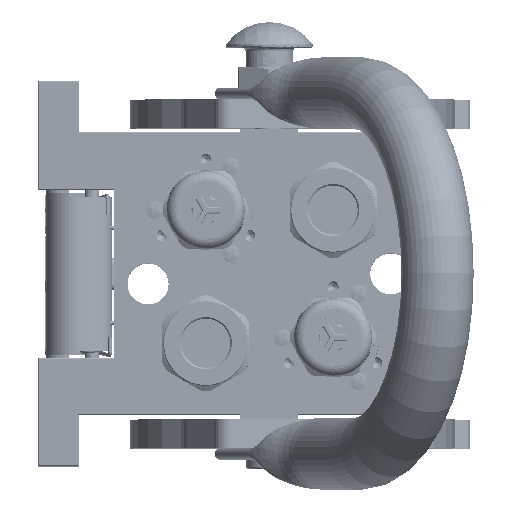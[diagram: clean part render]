
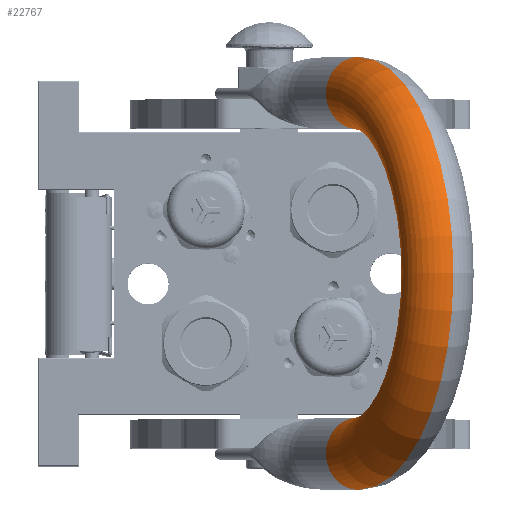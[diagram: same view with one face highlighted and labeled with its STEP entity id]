
A CAD part, top view. The second image highlights one B-rep face of the part: STEP entity #22767.
In plain terms, the highlighted toroidal (fillet/blend) face has major radius 62.25 mm and minor radius 12.5 mm.
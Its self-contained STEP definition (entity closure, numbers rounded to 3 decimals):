
#35 = DIRECTION ( 'NONE',  ( 0., 1., 0. ) ) ;
#3340 = CIRCLE ( 'NONE', #110950, 12.5 ) ;
#3821 = CIRCLE ( 'NONE', #133085, 12.5 ) ;
#4177 = TOROIDAL_SURFACE ( 'NONE', #68497, 62.25, 12.5 ) ;
#7500 = CARTESIAN_POINT ( 'NONE',  ( -74.75, 0., 25.25 ) ) ;
#10608 = VERTEX_POINT ( 'NONE', #137951 ) ;
#11687 = CARTESIAN_POINT ( 'NONE',  ( 0., 0., 25.25 ) ) ;
#16375 = AXIS2_PLACEMENT_3D ( 'NONE', #11687, #35, #157596 ) ;
#17223 = DIRECTION ( 'NONE',  ( 1., 0., 0. ) ) ;
#17575 = EDGE_CURVE ( 'NONE', #63455, #10608, #3821, .T. ) ;
#17633 = DIRECTION ( 'NONE',  ( 1., 0., 0. ) ) ;
#22767 = ADVANCED_FACE ( 'NONE', ( #36473 ), #4177, .T. ) ;
#24003 = VERTEX_POINT ( 'NONE', #120946 ) ;
#26071 = DIRECTION ( 'NONE',  ( 0., 1., 0. ) ) ;
#36473 = FACE_OUTER_BOUND ( 'NONE', #99037, .T. ) ;
#39685 = VERTEX_POINT ( 'NONE', #121101 ) ;
#49125 = ORIENTED_EDGE ( 'NONE', *, *, #72880, .F. ) ;
#50470 = DIRECTION ( 'NONE',  ( -1., 0., 0. ) ) ;
#63455 = VERTEX_POINT ( 'NONE', #7500 ) ;
#65498 = CARTESIAN_POINT ( 'NONE',  ( 62.25, 0., 25.25 ) ) ;
#66330 = CIRCLE ( 'NONE', #16375, 49.75 ) ;
#68497 = AXIS2_PLACEMENT_3D ( 'NONE', #90373, #102660, #17633 ) ;
#72880 = EDGE_CURVE ( 'NONE', #39685, #24003, #3340, .T. ) ;
#77133 = ORIENTED_EDGE ( 'NONE', *, *, #136925, .F. ) ;
#84316 = CARTESIAN_POINT ( 'NONE',  ( -62.25, 0., 25.25 ) ) ;
#84840 = DIRECTION ( 'NONE',  ( 0., 0., 1. ) ) ;
#89974 = DIRECTION ( 'NONE',  ( 0., 0., -1. ) ) ;
#90373 = CARTESIAN_POINT ( 'NONE',  ( 0., 0., 25.25 ) ) ;
#92870 = ORIENTED_EDGE ( 'NONE', *, *, #132031, .T. ) ;
#97777 = CARTESIAN_POINT ( 'NONE',  ( 0., 0., 25.25 ) ) ;
#99037 = EDGE_LOOP ( 'NONE', ( #92870, #49125, #77133, #133134 ) ) ;
#102660 = DIRECTION ( 'NONE',  ( 0., 1., 0. ) ) ;
#110950 = AXIS2_PLACEMENT_3D ( 'NONE', #65498, #89974, #17223 ) ;
#120946 = CARTESIAN_POINT ( 'NONE',  ( 49.75, 0., 25.25 ) ) ;
#121101 = CARTESIAN_POINT ( 'NONE',  ( 74.75, 0., 25.25 ) ) ;
#122071 = DIRECTION ( 'NONE',  ( -1., 0., 0. ) ) ;
#132031 = EDGE_CURVE ( 'NONE', #10608, #24003, #66330, .T. ) ;
#132313 = AXIS2_PLACEMENT_3D ( 'NONE', #97777, #26071, #50470 ) ;
#133085 = AXIS2_PLACEMENT_3D ( 'NONE', #84316, #84840, #122071 ) ;
#133134 = ORIENTED_EDGE ( 'NONE', *, *, #17575, .T. ) ;
#136925 = EDGE_CURVE ( 'NONE', #63455, #39685, #154350, .T. ) ;
#137951 = CARTESIAN_POINT ( 'NONE',  ( -49.75, 0., 25.25 ) ) ;
#154350 = CIRCLE ( 'NONE', #132313, 74.75 ) ;
#157596 = DIRECTION ( 'NONE',  ( -1., 0., 0. ) ) ;
